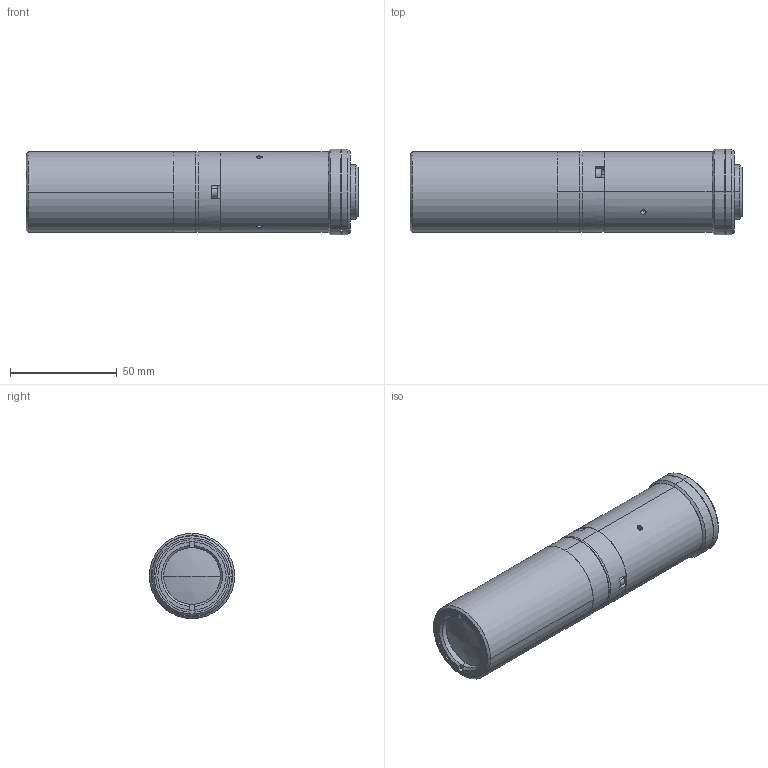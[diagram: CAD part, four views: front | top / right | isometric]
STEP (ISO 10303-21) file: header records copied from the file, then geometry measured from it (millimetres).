
FILE_DESCRIPTION (( 'STEP AP203' ), '1' );
FILE_NAME ('DP26374_TC3MHR016-C.step', '2020-09-03T12:39:31', ( '' ), ( '' ), 'SwSTEP 2.0', 'SolidWorks 2020', '' );
FILE_SCHEMA (( 'CONFIG_CONTROL_DESIGN' ));
Length unit declared in the file: millimetre
Products named in the file (1): DP26374_TC3MHR016-C
Bounding box: 155.72 x 40 x 40 mm (x, y, z)
Surface area: 29622 mm2 (no closed solid volume)
Topology: 0 solids, 15 shells, 108 faces, 327 edges, 236 vertices
Faces by surface type: cylinder 42, plane 40, cone 18, torus 6, sphere 2
Entity records: 4033 total; most frequent: CARTESIAN_POINT 920, DIRECTION 705, ORIENTED_EDGE 515, EDGE_CURVE 323, AXIS2_PLACEMENT_3D 293, VERTEX_POINT 236, CIRCLE 184, EDGE_LOOP 144
